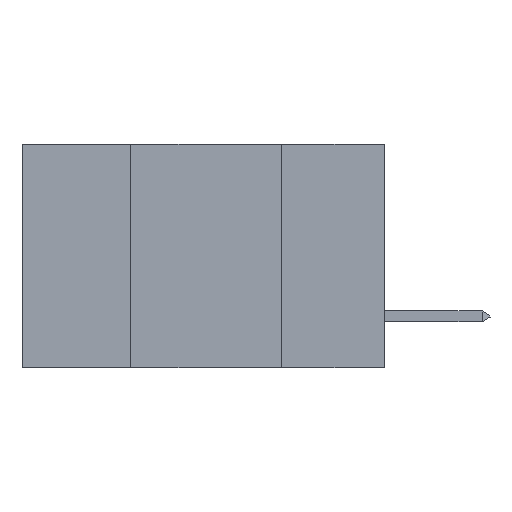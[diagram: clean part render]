
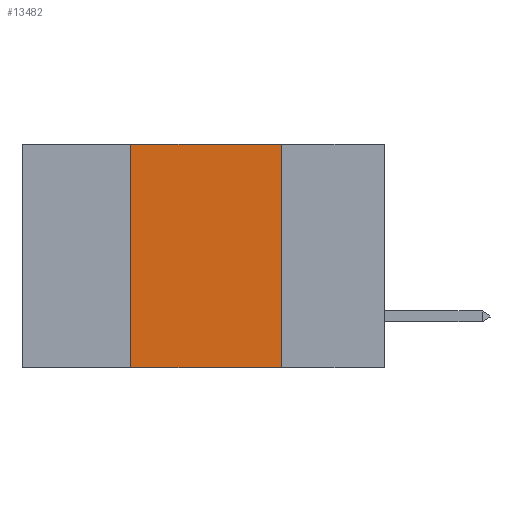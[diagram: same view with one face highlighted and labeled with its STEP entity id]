
A CAD part, left-side view. The second image highlights one B-rep face of the part: STEP entity #13482.
In plain terms, the highlighted planar face has unit normal (-1, 0, 0).
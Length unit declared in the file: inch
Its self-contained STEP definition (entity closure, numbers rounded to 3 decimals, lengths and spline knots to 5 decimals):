
#94 = AXIS2_PLACEMENT_3D ( 'NONE', #30033, #19801, #4562 ) ;
#551 = VERTEX_POINT ( 'NONE', #30418 ) ;
#1736 = DIRECTION ( 'NONE',  ( 0., -1., 0. ) ) ;
#4439 = DIRECTION ( 'NONE',  ( 0., 0., -1. ) ) ;
#4562 = DIRECTION ( 'NONE',  ( 0., 0., -1. ) ) ;
#4974 = DIRECTION ( 'NONE',  ( 0., -1., 0. ) ) ;
#5290 = CARTESIAN_POINT ( 'NONE',  ( 0., 0.6, 0. ) ) ;
#6332 = LINE ( 'NONE', #5290, #18223 ) ;
#6774 = VERTEX_POINT ( 'NONE', #14657 ) ;
#9340 = PLANE ( 'NONE',  #94 ) ;
#10244 = CARTESIAN_POINT ( 'NONE',  ( 0., 0.42, -0.37 ) ) ;
#10882 = LINE ( 'NONE', #14764, #12882 ) ;
#12026 = EDGE_CURVE ( 'NONE', #24697, #13660, #15219, .T. ) ;
#12882 = VECTOR ( 'NONE', #4439, 39.37008 ) ;
#13096 = ORIENTED_EDGE ( 'NONE', *, *, #30585, .F. ) ;
#13482 = ADVANCED_FACE ( 'NONE', ( #16714 ), #9340, .F. ) ;
#13660 = VERTEX_POINT ( 'NONE', #28746 ) ;
#13820 = ORIENTED_EDGE ( 'NONE', *, *, #28025, .F. ) ;
#14295 = CARTESIAN_POINT ( 'NONE',  ( 0., 0.42, 0. ) ) ;
#14657 = CARTESIAN_POINT ( 'NONE',  ( 0., 0.17, -0.37 ) ) ;
#14764 = CARTESIAN_POINT ( 'NONE',  ( 0., 0.17, 0. ) ) ;
#15219 = LINE ( 'NONE', #14295, #16408 ) ;
#16408 = VECTOR ( 'NONE', #24282, 39.37008 ) ;
#16714 = FACE_OUTER_BOUND ( 'NONE', #32382, .T. ) ;
#18223 = VECTOR ( 'NONE', #4974, 39.37008 ) ;
#19453 = VECTOR ( 'NONE', #1736, 39.37008 ) ;
#19801 = DIRECTION ( 'NONE',  ( 1., 0., 0. ) ) ;
#20165 = CARTESIAN_POINT ( 'NONE',  ( 0., 0.6, -0.37 ) ) ;
#22933 = ORIENTED_EDGE ( 'NONE', *, *, #30542, .T. ) ;
#24282 = DIRECTION ( 'NONE',  ( 0., 0., 1. ) ) ;
#24697 = VERTEX_POINT ( 'NONE', #10244 ) ;
#27295 = ORIENTED_EDGE ( 'NONE', *, *, #12026, .F. ) ;
#28025 = EDGE_CURVE ( 'NONE', #551, #6774, #10882, .T. ) ;
#28746 = CARTESIAN_POINT ( 'NONE',  ( 0., 0.42, 0. ) ) ;
#30033 = CARTESIAN_POINT ( 'NONE',  ( 0., 0.6, 0. ) ) ;
#30418 = CARTESIAN_POINT ( 'NONE',  ( 0., 0.17, 0. ) ) ;
#30542 = EDGE_CURVE ( 'NONE', #24697, #6774, #32306, .T. ) ;
#30585 = EDGE_CURVE ( 'NONE', #13660, #551, #6332, .T. ) ;
#32306 = LINE ( 'NONE', #20165, #19453 ) ;
#32382 = EDGE_LOOP ( 'NONE', ( #13820, #13096, #27295, #22933 ) ) ;
